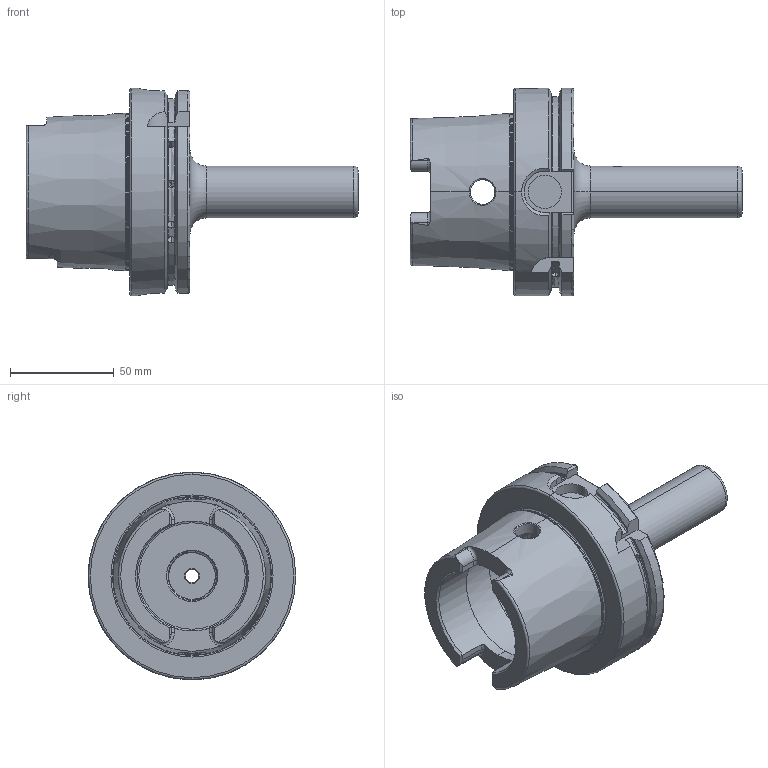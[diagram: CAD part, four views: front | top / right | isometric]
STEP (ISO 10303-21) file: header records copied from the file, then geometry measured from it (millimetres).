
FILE_DESCRIPTION (( 'STEP AP203' ), '1' );
FILE_NAME ('A100.08.01.STEP', '2016-10-11T10:45:16', ( '' ), ( '' ), 'SwSTEP 2.0', 'SolidWorks 2012', '' );
FILE_SCHEMA (( 'CONFIG_CONTROL_DESIGN' ));
Length unit declared in the file: millimetre
Products named in the file (1): A100.08.01
Bounding box: 160 x 100 x 100 mm (x, y, z)
Volume: 286129.2 mm3; surface area: 60209.5 mm2
Topology: 1 solids, 1 shells, 273 faces, 761 edges, 482 vertices
Faces by surface type: cylinder 116, plane 47, bspline 39, cone 36, torus 35
Entity records: 41379 total; most frequent: CARTESIAN_POINT 35206, ORIENTED_EDGE 1502, DIRECTION 1035, EDGE_CURVE 751, VERTEX_POINT 482, AXIS2_PLACEMENT_3D 417, EDGE_LOOP 285, FACE_OUTER_BOUND 273
